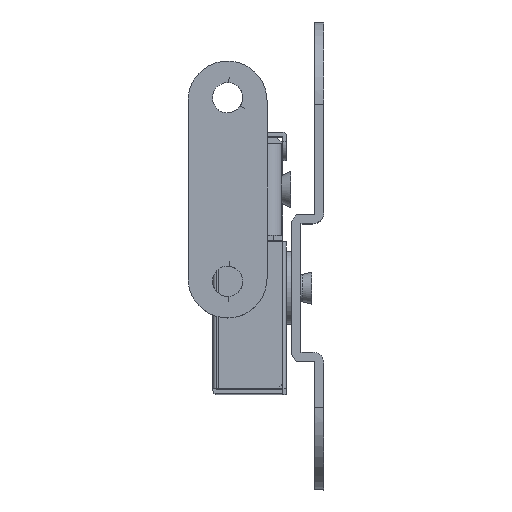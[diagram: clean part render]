
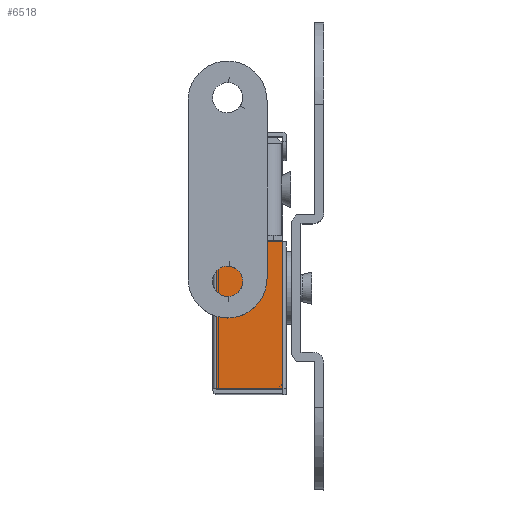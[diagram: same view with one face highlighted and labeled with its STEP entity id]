
A CAD part, top view. The second image highlights one B-rep face of the part: STEP entity #6518.
In plain terms, the highlighted free-form (B-spline) face has degree [1, 1] with [2, 2] control points.
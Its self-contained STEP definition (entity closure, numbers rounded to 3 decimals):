
#6389=CARTESIAN_POINT('',(-2.0,-5.4,-173.2));
#6390=VERTEX_POINT('',#6389);
#6404=CARTESIAN_POINT('',(5.202,-5.4,-173.2));
#6405=VERTEX_POINT('',#6404);
#6406=CARTESIAN_POINT('',(5.202,-5.4,-173.2));
#6407=CARTESIAN_POINT('',(-2.0,-5.4,-173.2));
#6408=QUASI_UNIFORM_CURVE('',1,(#6406,#6407),.UNSPECIFIED.,.F.,.U.);
#6409=EDGE_CURVE('',#6405,#6390,#6408,.T.);
#6447=CARTESIAN_POINT('',(5.202,-21.4,-173.2));
#6448=VERTEX_POINT('',#6447);
#6462=CARTESIAN_POINT('',(-2.0,-21.4,-173.2));
#6463=VERTEX_POINT('',#6462);
#6464=CARTESIAN_POINT('',(5.202,-21.4,-173.2));
#6465=CARTESIAN_POINT('',(-2.0,-21.4,-173.2));
#6466=QUASI_UNIFORM_CURVE('',1,(#6464,#6465),.UNSPECIFIED.,.F.,.U.);
#6467=EDGE_CURVE('',#6448,#6463,#6466,.T.);
#6499=CARTESIAN_POINT('',(5.562,-22.199,-173.2));
#6500=CARTESIAN_POINT('',(-2.36,-22.199,-173.2));
#6501=CARTESIAN_POINT('',(5.562,-4.601,-173.2));
#6502=CARTESIAN_POINT('',(-2.36,-4.601,-173.2));
#6503=B_SPLINE_SURFACE_WITH_KNOTS('',1,1,((#6499,#6501),(#6500,#6502)),.UNSPECIFIED.,.F.,.F.,.U.,(2,2),(2,2),(0.0,7.922),(0.0,17.598),.UNSPECIFIED.);
#6504=ORIENTED_EDGE('',*,*,#6409,.T.);
#6505=CARTESIAN_POINT('',(-2.0,-21.4,-173.2));
#6506=CARTESIAN_POINT('',(-2.0,-5.4,-173.2));
#6507=QUASI_UNIFORM_CURVE('',1,(#6505,#6506),.UNSPECIFIED.,.F.,.U.);
#6508=EDGE_CURVE('',#6463,#6390,#6507,.T.);
#6509=ORIENTED_EDGE('',*,*,#6508,.F.);
#6510=ORIENTED_EDGE('',*,*,#6467,.F.);
#6511=CARTESIAN_POINT('',(5.202,-21.4,-173.2));
#6512=CARTESIAN_POINT('',(5.202,-5.4,-173.2));
#6513=QUASI_UNIFORM_CURVE('',1,(#6511,#6512),.UNSPECIFIED.,.F.,.U.);
#6514=EDGE_CURVE('',#6448,#6405,#6513,.T.);
#6515=ORIENTED_EDGE('',*,*,#6514,.T.);
#6516=EDGE_LOOP('',(#6504,#6509,#6510,#6515));
#6517=FACE_OUTER_BOUND('',#6516,.T.);
#6518=ADVANCED_FACE('',(#6517),#6503,.F.);
